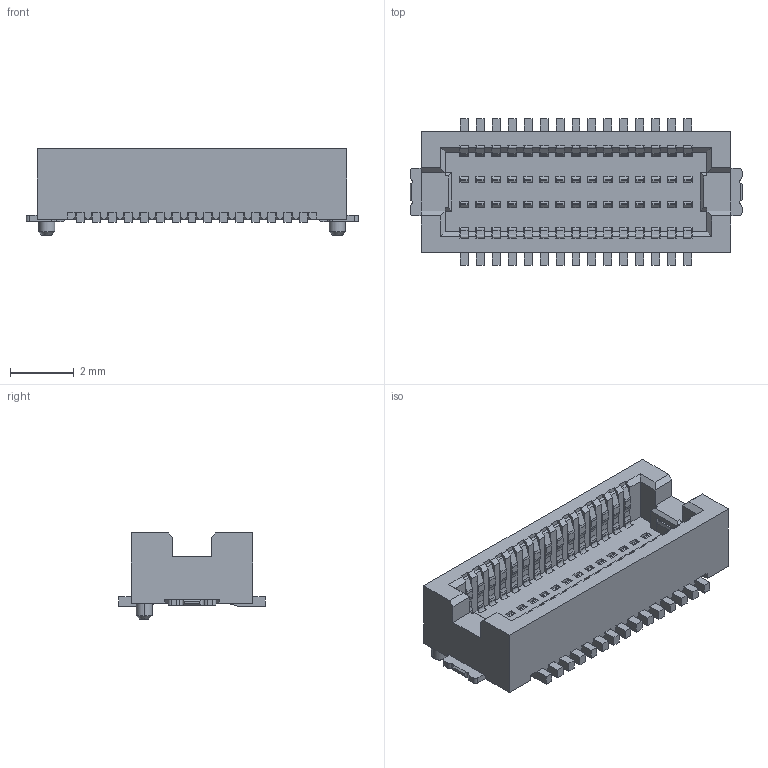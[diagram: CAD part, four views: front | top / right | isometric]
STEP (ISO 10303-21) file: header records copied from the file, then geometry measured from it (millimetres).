
FILE_DESCRIPTION(('FreeCAD Model'),'2;1');
FILE_NAME('Open CASCADE Shape Model','2022-11-25T03:08:53',( 'kicad StepUp'),('ksu MCAD'),'Open CASCADE STEP processor 7.6', 'FreeCAD','Unknown');
FILE_SCHEMA(('AUTOMOTIVE_DESIGN { 1 0 10303 214 1 1 1 1 }'));
Products named in the file (1): 10132797-031100LF
Bounding box: 10.4 x 4.6 x 2.7 mm (x, y, z)
Volume: 49.4 mm3; surface area: 305.6 mm2
Topology: 1 solids, 5 shells, 1934 faces, 6228 edges, 3944 vertices
Faces by surface type: plane 1560, cylinder 370, cone 4
Entity records: 77334 total; most frequent: CARTESIAN_POINT 12789, ORIENTED_EDGE 12456, DIRECTION 10698, EDGE_CURVE 6228, LINE 5340, VECTOR 5340, VERTEX_POINT 3944, AXIS2_PLACEMENT_3D 2679
